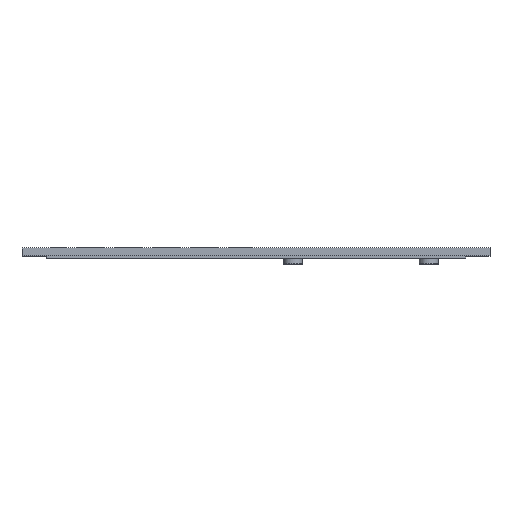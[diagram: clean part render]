
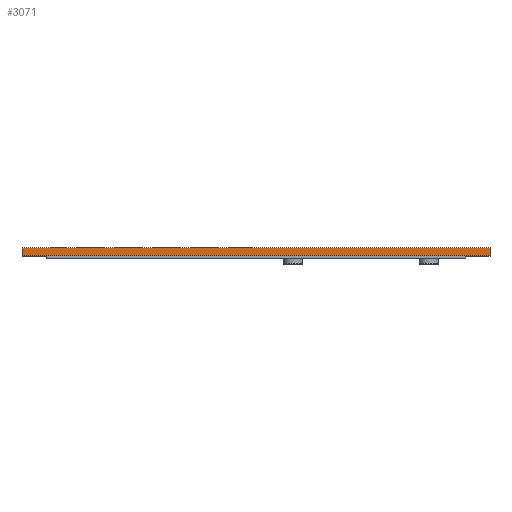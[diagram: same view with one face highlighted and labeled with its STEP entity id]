
A CAD part, top view. The second image highlights one B-rep face of the part: STEP entity #3071.
In plain terms, the highlighted planar face has unit normal (0, 0, 1).
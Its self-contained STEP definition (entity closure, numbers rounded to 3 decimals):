
#322=FACE_OUTER_BOUND('',#552,.T.);
#552=EDGE_LOOP('',(#2766,#2767,#2768,#2769));
#703=LINE('',#4421,#1063);
#888=LINE('',#4854,#1248);
#905=LINE('',#4891,#1265);
#912=LINE('',#4904,#1272);
#1063=VECTOR('',#3558,10.);
#1248=VECTOR('',#4005,10.);
#1265=VECTOR('',#4028,10.);
#1272=VECTOR('',#4047,10.);
#1424=VERTEX_POINT('',#4419);
#1425=VERTEX_POINT('',#4420);
#1541=VERTEX_POINT('',#4852);
#1542=VERTEX_POINT('',#4853);
#1726=EDGE_CURVE('',#1424,#1425,#703,.T.);
#1940=EDGE_CURVE('',#1541,#1542,#888,.T.);
#1959=EDGE_CURVE('',#1542,#1424,#905,.T.);
#1966=EDGE_CURVE('',#1541,#1425,#912,.T.);
#2766=ORIENTED_EDGE('',*,*,#1940,.F.);
#2767=ORIENTED_EDGE('',*,*,#1966,.T.);
#2768=ORIENTED_EDGE('',*,*,#1726,.F.);
#2769=ORIENTED_EDGE('',*,*,#1959,.F.);
#2923=PLANE('',#3293);
#3071=ADVANCED_FACE('',(#322),#2923,.T.);
#3293=AXIS2_PLACEMENT_3D('',#4905,#4048,#4049);
#3558=DIRECTION('',(1.,0.,0.));
#4005=DIRECTION('',(-1.,0.,0.));
#4028=DIRECTION('',(0.,1.,0.));
#4047=DIRECTION('',(0.,1.,0.));
#4048=DIRECTION('center_axis',(0.,0.,1.));
#4049=DIRECTION('ref_axis',(1.,0.,0.));
#4419=CARTESIAN_POINT('',(-86.3,176.05,126.));
#4420=CARTESIAN_POINT('',(86.25,176.05,126.));
#4421=CARTESIAN_POINT('',(43.112,176.05,126.));
#4852=CARTESIAN_POINT('',(86.25,173.25,126.));
#4853=CARTESIAN_POINT('',(-86.3,173.25,126.));
#4854=CARTESIAN_POINT('',(43.112,173.25,126.));
#4891=CARTESIAN_POINT('',(-86.3,173.25,126.));
#4904=CARTESIAN_POINT('',(86.25,173.25,126.));
#4905=CARTESIAN_POINT('Origin',(-86.3,173.25,126.));
